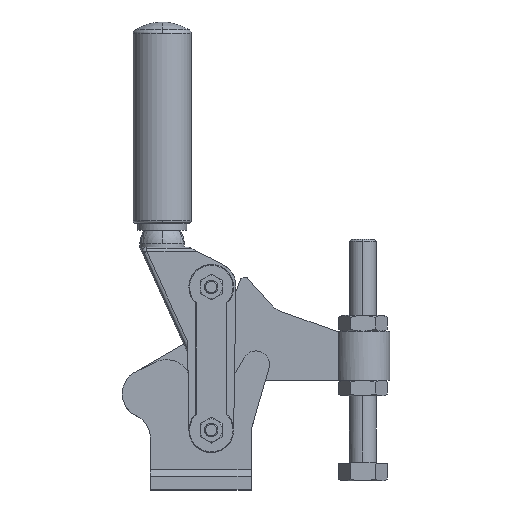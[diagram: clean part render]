
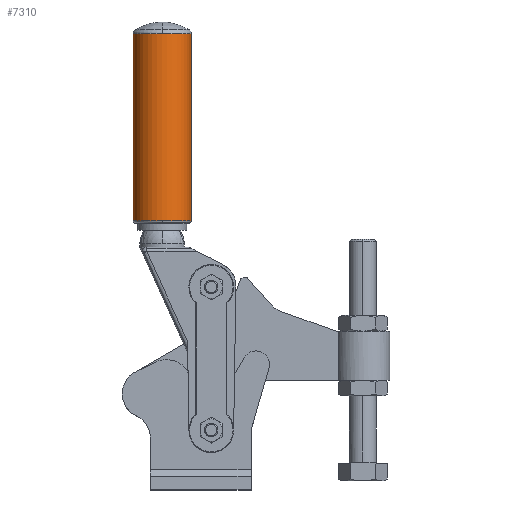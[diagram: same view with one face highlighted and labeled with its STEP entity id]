
A CAD part, top view. The second image highlights one B-rep face of the part: STEP entity #7310.
In plain terms, the highlighted cylindrical face has radius 13 mm (diameter 26 mm), a partial arc.
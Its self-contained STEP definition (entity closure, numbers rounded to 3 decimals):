
#7102=AXIS2_PLACEMENT_3D('Circle Axis2P3D',#7100,#7101,$) ;
#7128=AXIS2_PLACEMENT_3D('Circle Axis2P3D',#7126,#7127,$) ;
#7288=AXIS2_PLACEMENT_3D('Cylinder Axis2P3D',#7285,#7286,#7287) ;
#7292=AXIS2_PLACEMENT_3D('Circle Axis2P3D',#7290,#7291,$) ;
#7299=AXIS2_PLACEMENT_3D('Circle Axis2P3D',#7297,#7298,$) ;
#7097=CARTESIAN_POINT('Vertex',(-150.603,129.344,0.)) ;
#7100=CARTESIAN_POINT('Axis2P3D Location',(-163.603,129.344,0.)) ;
#7104=CARTESIAN_POINT('Vertex',(-163.603,129.344,13.)) ;
#7126=CARTESIAN_POINT('Axis2P3D Location',(-163.603,129.344,0.)) ;
#7130=CARTESIAN_POINT('Vertex',(-176.603,129.344,0.)) ;
#7247=CARTESIAN_POINT('Line Origine',(-150.603,171.195,0.)) ;
#7251=CARTESIAN_POINT('Vertex',(-150.603,213.047,0.)) ;
#7254=CARTESIAN_POINT('Line Origine',(-176.603,171.195,0.)) ;
#7258=CARTESIAN_POINT('Vertex',(-176.603,213.047,0.)) ;
#7285=CARTESIAN_POINT('Axis2P3D Location',(-163.603,171.195,0.)) ;
#7290=CARTESIAN_POINT('Axis2P3D Location',(-163.603,213.047,0.)) ;
#7294=CARTESIAN_POINT('Vertex',(-163.603,213.047,13.)) ;
#7297=CARTESIAN_POINT('Axis2P3D Location',(-163.603,213.047,0.)) ;
#7101=DIRECTION('Axis2P3D Direction',(0.,-1.,-0.)) ;
#7127=DIRECTION('Axis2P3D Direction',(0.,-1.,-0.)) ;
#7248=DIRECTION('Vector Direction',(0.,-1.,0.)) ;
#7255=DIRECTION('Vector Direction',(0.,-1.,0.)) ;
#7286=DIRECTION('Axis2P3D Direction',(0.,-1.,0.)) ;
#7287=DIRECTION('Axis2P3D XDirection',(1.,0.,0.)) ;
#7291=DIRECTION('Axis2P3D Direction',(0.,-1.,0.)) ;
#7298=DIRECTION('Axis2P3D Direction',(0.,-1.,0.)) ;
#7249=VECTOR('Line Direction',#7248,1.) ;
#7256=VECTOR('Line Direction',#7255,1.) ;
#7303=ORIENTED_EDGE('',*,*,#7253,.F.) ;
#7304=ORIENTED_EDGE('',*,*,#7296,.T.) ;
#7305=ORIENTED_EDGE('',*,*,#7301,.T.) ;
#7306=ORIENTED_EDGE('',*,*,#7260,.F.) ;
#7307=ORIENTED_EDGE('',*,*,#7132,.F.) ;
#7308=ORIENTED_EDGE('',*,*,#7106,.F.) ;
#7310=ADVANCED_FACE('MODULSPANNER_TS_V_HD_800_SB_357826',(#7309),#7289,.T.) ;
#7103=CIRCLE('generated circle',#7102,13.) ;
#7129=CIRCLE('generated circle',#7128,13.) ;
#7293=CIRCLE('generated circle',#7292,13.) ;
#7300=CIRCLE('generated circle',#7299,13.) ;
#7289=CYLINDRICAL_SURFACE('generated cylinder',#7288,13.) ;
#7106=EDGE_CURVE('',#7098,#7105,#7103,.T.) ;
#7132=EDGE_CURVE('',#7105,#7131,#7129,.T.) ;
#7253=EDGE_CURVE('',#7252,#7098,#7250,.T.) ;
#7260=EDGE_CURVE('',#7131,#7259,#7257,.F.) ;
#7296=EDGE_CURVE('',#7252,#7295,#7293,.T.) ;
#7301=EDGE_CURVE('',#7295,#7259,#7300,.T.) ;
#7302=EDGE_LOOP('',(#7303,#7304,#7305,#7306,#7307,#7308)) ;
#7309=FACE_OUTER_BOUND('',#7302,.T.) ;
#7250=LINE('Line',#7247,#7249) ;
#7257=LINE('Line',#7254,#7256) ;
#7098=VERTEX_POINT('',#7097) ;
#7105=VERTEX_POINT('',#7104) ;
#7131=VERTEX_POINT('',#7130) ;
#7252=VERTEX_POINT('',#7251) ;
#7259=VERTEX_POINT('',#7258) ;
#7295=VERTEX_POINT('',#7294) ;
